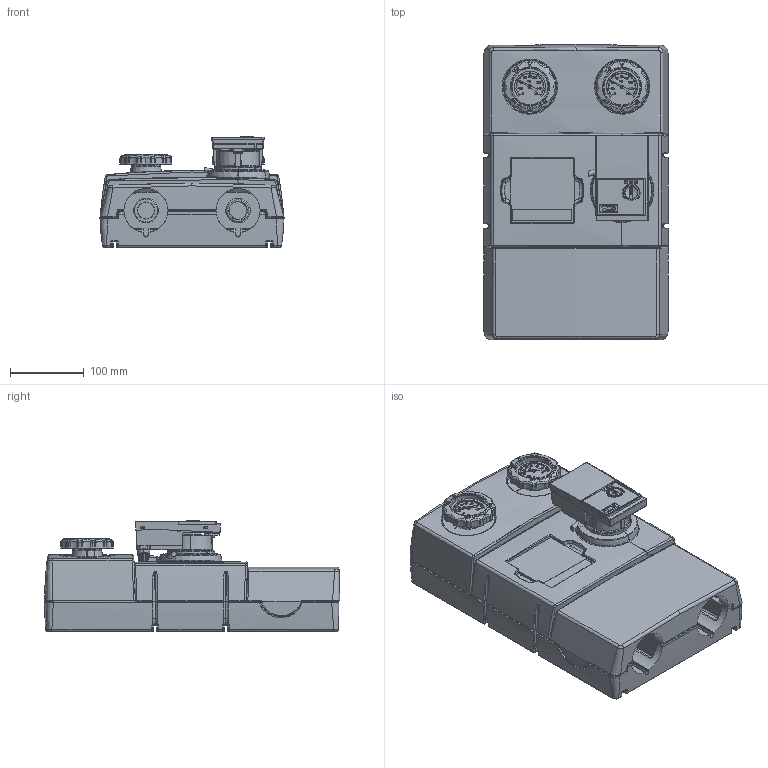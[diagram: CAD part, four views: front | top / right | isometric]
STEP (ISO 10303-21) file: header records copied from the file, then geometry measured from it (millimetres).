
FILE_DESCRIPTION (( 'STEP AP214' ), '1' );
FILE_NAME ('GST131 W 25 61120100.STEP', '2017-03-15T14:40:57', ( 'Admin' ), ( 'Microsoft' ), 'SwSTEP 2.0', 'SolidWorks 2017', '' );
FILE_SCHEMA (( 'AUTOMOTIVE_DESIGN' ));
Length unit declared in the file: millimetre
Products named in the file (1): GST131 W 25 61120100
Bounding box: 250 x 401.26 x 149.75 mm (x, y, z)
Volume: 8631495.5 mm3; surface area: 592207.7 mm2
Topology: 1 solids, 40 shells, 5578 faces, 14941 edges, 9626 vertices
Faces by surface type: bspline 2317, plane 2272, cylinder 610, cone 360, torus 19
Entity records: 326867 total; most frequent: CARTESIAN_POINT 146022, ORIENTED_EDGE 29580, DIRECTION 17840, EDGE_CURVE 14790, VERTEX_POINT 9626, VECTOR 6334, LINE 6334, EDGE_LOOP 5982
